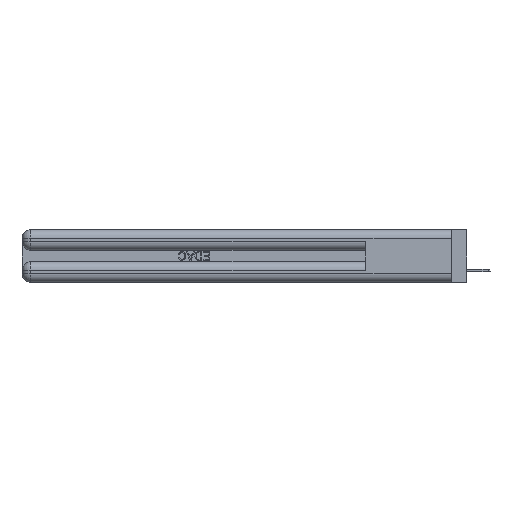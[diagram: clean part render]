
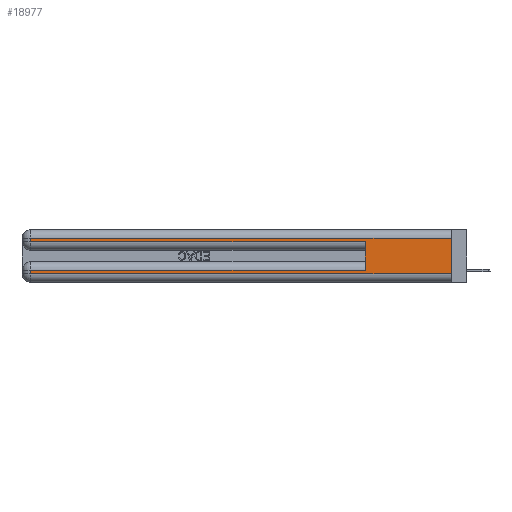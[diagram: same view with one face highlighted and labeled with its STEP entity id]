
A CAD part, left-side view. The second image highlights one B-rep face of the part: STEP entity #18977.
In plain terms, the highlighted planar face has unit normal (-1, 0, 0).
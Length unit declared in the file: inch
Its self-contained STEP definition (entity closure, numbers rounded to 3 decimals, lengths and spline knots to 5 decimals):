
#1506 = CARTESIAN_POINT ( 'NONE',  ( 0., 0., 0.06 ) ) ;
#1721 = CARTESIAN_POINT ( 'NONE',  ( 0., 2.94, 0.285 ) ) ;
#1780 = DIRECTION ( 'NONE',  ( 0., 1., 0. ) ) ;
#2892 = LINE ( 'NONE', #29619, #24098 ) ;
#4885 = DIRECTION ( 'NONE',  ( 0., -1., 0. ) ) ;
#4956 = DIRECTION ( 'NONE',  ( 0., 0., -1. ) ) ;
#5590 = LINE ( 'NONE', #30766, #42789 ) ;
#6893 = DIRECTION ( 'NONE',  ( 0., 0., -1. ) ) ;
#7408 = CARTESIAN_POINT ( 'NONE',  ( 0., 0.6, 0.145 ) ) ;
#7451 = EDGE_CURVE ( 'NONE', #21321, #24559, #2892, .T. ) ;
#7753 = VECTOR ( 'NONE', #4885, 39.37008 ) ;
#9404 = VERTEX_POINT ( 'NONE', #12338 ) ;
#10441 = EDGE_CURVE ( 'NONE', #24559, #49719, #54242, .T. ) ;
#12338 = CARTESIAN_POINT ( 'NONE',  ( 0., 2.94, 0.06 ) ) ;
#12802 = EDGE_CURVE ( 'NONE', #15021, #21321, #18114, .T. ) ;
#13599 = EDGE_CURVE ( 'NONE', #40429, #49719, #28718, .T. ) ;
#15021 = VERTEX_POINT ( 'NONE', #27085 ) ;
#15111 = CARTESIAN_POINT ( 'NONE',  ( 0., 0.6, 0.285 ) ) ;
#15497 = DIRECTION ( 'NONE',  ( 0., 1., 0. ) ) ;
#15554 = EDGE_LOOP ( 'NONE', ( #22161, #32030, #34962, #32091, #40277, #23620, #32279, #24181 ) ) ;
#18114 = LINE ( 'NONE', #42770, #46084 ) ;
#18239 = LINE ( 'NONE', #27639, #47415 ) ;
#18977 = ADVANCED_FACE ( 'NONE', ( #44390 ), #30281, .F. ) ;
#20553 = DIRECTION ( 'NONE',  ( 0., 0., 1. ) ) ;
#21321 = VERTEX_POINT ( 'NONE', #52858 ) ;
#22161 = ORIENTED_EDGE ( 'NONE', *, *, #31807, .F. ) ;
#23020 = DIRECTION ( 'NONE',  ( 0., 0., -1. ) ) ;
#23620 = ORIENTED_EDGE ( 'NONE', *, *, #51552, .T. ) ;
#24098 = VECTOR ( 'NONE', #49462, 39.37008 ) ;
#24181 = ORIENTED_EDGE ( 'NONE', *, *, #51346, .T. ) ;
#24559 = VERTEX_POINT ( 'NONE', #1721 ) ;
#25207 = VERTEX_POINT ( 'NONE', #1506 ) ;
#25935 = VERTEX_POINT ( 'NONE', #32141 ) ;
#27085 = CARTESIAN_POINT ( 'NONE',  ( 0., 0., 0.31 ) ) ;
#27332 = AXIS2_PLACEMENT_3D ( 'NONE', #34246, #51318, #4956 ) ;
#27639 = CARTESIAN_POINT ( 'NONE',  ( 0., 0., 0.085 ) ) ;
#28555 = CARTESIAN_POINT ( 'NONE',  ( 0., 0.6, 0.085 ) ) ;
#28718 = LINE ( 'NONE', #7408, #36014 ) ;
#29619 = CARTESIAN_POINT ( 'NONE',  ( 0., 2.94, 0.37 ) ) ;
#30151 = LINE ( 'NONE', #30563, #7753 ) ;
#30268 = EDGE_CURVE ( 'NONE', #25935, #9404, #5590, .T. ) ;
#30281 = PLANE ( 'NONE',  #27332 ) ;
#30486 = DIRECTION ( 'NONE',  ( 0., -1., 0. ) ) ;
#30563 = CARTESIAN_POINT ( 'NONE',  ( 0., 0., 0.06 ) ) ;
#30766 = CARTESIAN_POINT ( 'NONE',  ( 0., 2.94, 0.37 ) ) ;
#31303 = VECTOR ( 'NONE', #6893, 39.37008 ) ;
#31807 = EDGE_CURVE ( 'NONE', #15021, #25207, #40717, .T. ) ;
#32030 = ORIENTED_EDGE ( 'NONE', *, *, #12802, .T. ) ;
#32091 = ORIENTED_EDGE ( 'NONE', *, *, #10441, .T. ) ;
#32141 = CARTESIAN_POINT ( 'NONE',  ( 0., 2.94, 0.085 ) ) ;
#32279 = ORIENTED_EDGE ( 'NONE', *, *, #30268, .T. ) ;
#34246 = CARTESIAN_POINT ( 'NONE',  ( 0., 0., 0.37 ) ) ;
#34962 = ORIENTED_EDGE ( 'NONE', *, *, #7451, .T. ) ;
#36014 = VECTOR ( 'NONE', #20553, 39.37008 ) ;
#40277 = ORIENTED_EDGE ( 'NONE', *, *, #13599, .F. ) ;
#40429 = VERTEX_POINT ( 'NONE', #28555 ) ;
#40717 = LINE ( 'NONE', #49146, #31303 ) ;
#42770 = CARTESIAN_POINT ( 'NONE',  ( 0., 0., 0.31 ) ) ;
#42789 = VECTOR ( 'NONE', #23020, 39.37008 ) ;
#44224 = VECTOR ( 'NONE', #30486, 39.37008 ) ;
#44390 = FACE_OUTER_BOUND ( 'NONE', #15554, .T. ) ;
#46084 = VECTOR ( 'NONE', #1780, 39.37008 ) ;
#47415 = VECTOR ( 'NONE', #15497, 39.37008 ) ;
#47452 = CARTESIAN_POINT ( 'NONE',  ( 0., 0., 0.285 ) ) ;
#49146 = CARTESIAN_POINT ( 'NONE',  ( 0., 0., 0.37 ) ) ;
#49462 = DIRECTION ( 'NONE',  ( 0., 0., -1. ) ) ;
#49719 = VERTEX_POINT ( 'NONE', #15111 ) ;
#51318 = DIRECTION ( 'NONE',  ( 1., 0., 0. ) ) ;
#51346 = EDGE_CURVE ( 'NONE', #9404, #25207, #30151, .T. ) ;
#51552 = EDGE_CURVE ( 'NONE', #40429, #25935, #18239, .T. ) ;
#52858 = CARTESIAN_POINT ( 'NONE',  ( 0., 2.94, 0.31 ) ) ;
#54242 = LINE ( 'NONE', #47452, #44224 ) ;
